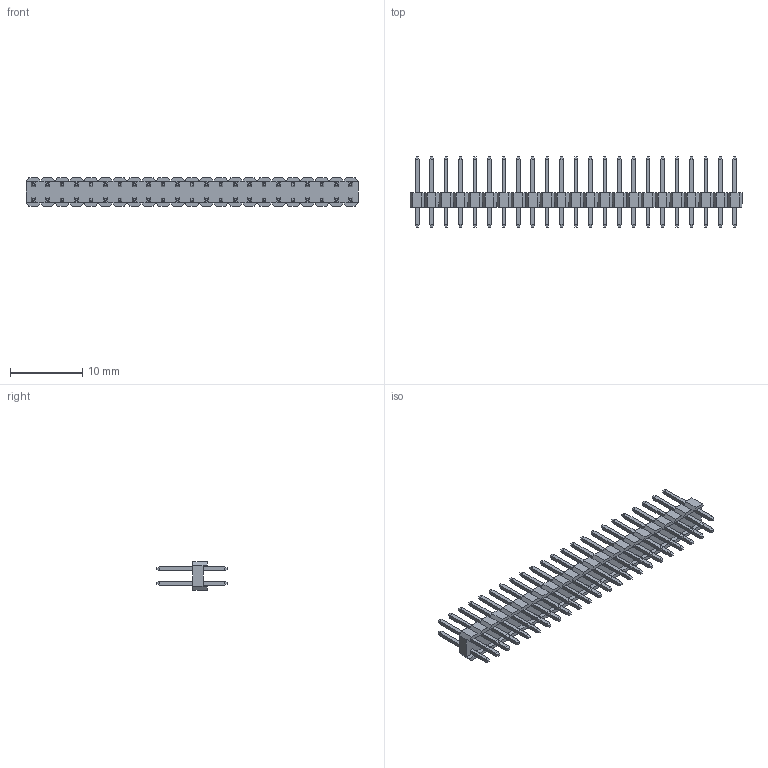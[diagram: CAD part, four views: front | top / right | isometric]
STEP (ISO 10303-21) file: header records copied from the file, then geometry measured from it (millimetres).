
FILE_DESCRIPTION((''),'2;1');
FILE_NAME('FPH20047-D24S1014191130B','2024-06-17T',('工程三'),(''),'PRO/ENGINEER BY PARAMETRIC TECHNOLOGY CORPORATION, 2010280','PRO/ENGINEER BY PARAMETRIC TECHNOLOGY CORPORATION, 2010280','');
FILE_SCHEMA(('CONFIG_CONTROL_DESIGN'));
Length unit declared in the file: millimetre
Products named in the file (1): FPH20047-D24S1014191130B
Bounding box: 46 x 9.75 x 4 mm (x, y, z)
Volume: 357.1 mm3; surface area: 1381.9 mm2
Topology: 1 solids, 1 shells, 1062 faces, 2536 edges, 1568 vertices
Faces by surface type: plane 1062
Entity records: 29614 total; most frequent: CARTESIAN_POINT 5166, ORIENTED_EDGE 5072, DIRECTION 4660, VECTOR 2536, LINE 2536, EDGE_CURVE 2536, VERTEX_POINT 1568, EDGE_LOOP 1154
